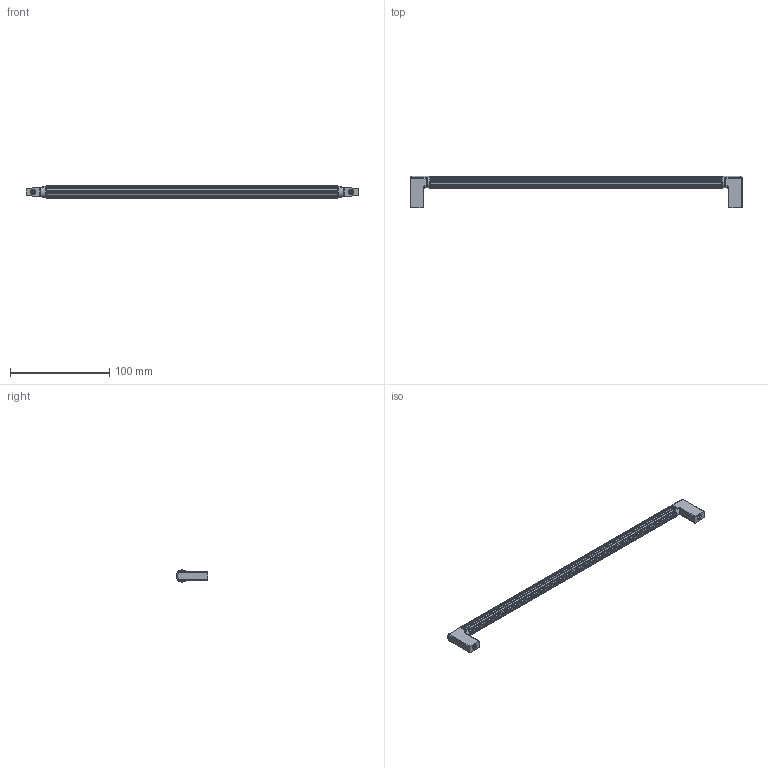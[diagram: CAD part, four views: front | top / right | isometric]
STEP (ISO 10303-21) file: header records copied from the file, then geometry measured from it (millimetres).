
FILE_DESCRIPTION(('Creo Elements/Direct Modeling STEP Export'),'2;1');
FILE_NAME('2591-334.stp','2023-01-23T 9:12:11',(''),(''),'Creo Elements/Direct Modeling STEP processor for AP214 (Solid Model)','Creo Elements/Direct Modeling 20.0 12-Nov-2016 (C) Parametric Technology GmbH','');
FILE_SCHEMA(('AUTOMOTIVE_DESIGN { 1 0 10303 214 1 1 1 1 }'));
Length unit declared in the file: millimetre
Products named in the file (3): Sockel.1; Reling; DIV-11750.1
Assembly tree (3 placements, depth 2):
  DIV-11750.1
    Sockel.1  x2
    Reling
Bounding box: 334 x 32 x 12.2 mm (x, y, z)
Volume: 31870.1 mm3; surface area: 22239.3 mm2
Topology: 3 solids, 3 shells, 320 faces, 776 edges, 464 vertices
Faces by surface type: torus 124, cylinder 78, cone 48, plane 46, bspline 24
Entity records: 11463 total; most frequent: CARTESIAN_POINT 5701, DIRECTION 1304, ORIENTED_EDGE 1178, AXIS2_PLACEMENT_3D 602, EDGE_CURVE 589, CIRCLE 380, VERTEX_POINT 348, EDGE_LOOP 253
